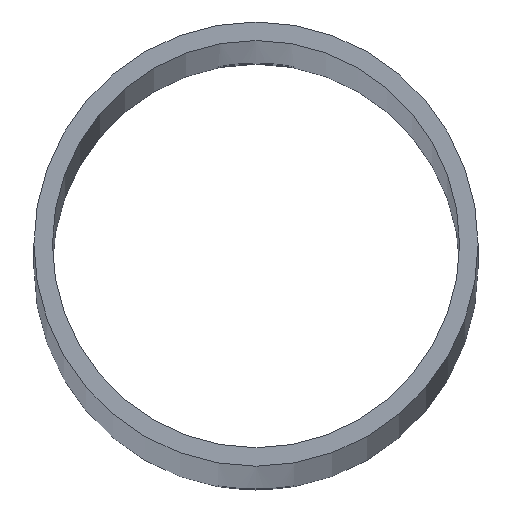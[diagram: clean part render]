
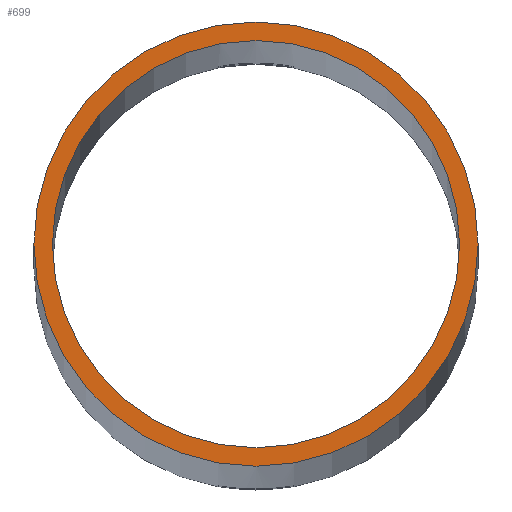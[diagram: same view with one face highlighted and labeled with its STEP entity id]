
A CAD part, top view. The second image highlights one B-rep face of the part: STEP entity #699.
In plain terms, the highlighted planar face has unit normal (0, 0, 1).
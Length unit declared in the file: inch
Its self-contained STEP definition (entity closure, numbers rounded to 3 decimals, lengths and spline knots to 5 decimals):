
#31 = ORIENTED_EDGE ( 'NONE', *, *, #198, .F. ) ;
#36 = EDGE_LOOP ( 'NONE', ( #443, #642 ) ) ;
#41 = DIRECTION ( 'NONE',  ( 0., 0., 1. ) ) ;
#50 = CARTESIAN_POINT ( 'NONE',  ( 0., 0., 46. ) ) ;
#59 = DIRECTION ( 'NONE',  ( 1., 0., 0. ) ) ;
#67 = CARTESIAN_POINT ( 'NONE',  ( -0.6875, 0., 46. ) ) ;
#83 = AXIS2_PLACEMENT_3D ( 'NONE', #130, #866, #59 ) ;
#130 = CARTESIAN_POINT ( 'NONE',  ( 0., 0., 46. ) ) ;
#146 = AXIS2_PLACEMENT_3D ( 'NONE', #223, #243, #731 ) ;
#180 = ORIENTED_EDGE ( 'NONE', *, *, #986, .F. ) ;
#198 = EDGE_CURVE ( 'NONE', #763, #613, #307, .T. ) ;
#218 = PLANE ( 'NONE',  #595 ) ;
#223 = CARTESIAN_POINT ( 'NONE',  ( 0., 0., 46. ) ) ;
#243 = DIRECTION ( 'NONE',  ( 0., 0., 1. ) ) ;
#265 = CARTESIAN_POINT ( 'NONE',  ( 0.75, 0., 46. ) ) ;
#275 = DIRECTION ( 'NONE',  ( 0., 0., 1. ) ) ;
#287 = DIRECTION ( 'NONE',  ( 0., 0., 1. ) ) ;
#290 = DIRECTION ( 'NONE',  ( 1., 0., 0. ) ) ;
#292 = AXIS2_PLACEMENT_3D ( 'NONE', #358, #41, #349 ) ;
#307 = CIRCLE ( 'NONE', #292, 0.6875 ) ;
#337 = VERTEX_POINT ( 'NONE', #265 ) ;
#342 = VERTEX_POINT ( 'NONE', #997 ) ;
#349 = DIRECTION ( 'NONE',  ( 1., 0., 0. ) ) ;
#358 = CARTESIAN_POINT ( 'NONE',  ( 0., 0., 46. ) ) ;
#392 = EDGE_CURVE ( 'NONE', #342, #337, #479, .T. ) ;
#443 = ORIENTED_EDGE ( 'NONE', *, *, #392, .T. ) ;
#479 = CIRCLE ( 'NONE', #726, 0.75 ) ;
#527 = CIRCLE ( 'NONE', #146, 0.6875 ) ;
#595 = AXIS2_PLACEMENT_3D ( 'NONE', #620, #287, #290 ) ;
#612 = FACE_OUTER_BOUND ( 'NONE', #36, .T. ) ;
#613 = VERTEX_POINT ( 'NONE', #970 ) ;
#620 = CARTESIAN_POINT ( 'NONE',  ( 0., 0., 46. ) ) ;
#642 = ORIENTED_EDGE ( 'NONE', *, *, #934, .T. ) ;
#699 = ADVANCED_FACE ( 'NONE', ( #612, #1006 ), #218, .T. ) ;
#726 = AXIS2_PLACEMENT_3D ( 'NONE', #50, #275, #847 ) ;
#731 = DIRECTION ( 'NONE',  ( 1., 0., 0. ) ) ;
#745 = EDGE_LOOP ( 'NONE', ( #31, #180 ) ) ;
#763 = VERTEX_POINT ( 'NONE', #67 ) ;
#847 = DIRECTION ( 'NONE',  ( 1., 0., 0. ) ) ;
#866 = DIRECTION ( 'NONE',  ( 0., 0., 1. ) ) ;
#934 = EDGE_CURVE ( 'NONE', #337, #342, #964, .T. ) ;
#964 = CIRCLE ( 'NONE', #83, 0.75 ) ;
#970 = CARTESIAN_POINT ( 'NONE',  ( 0.6875, 0., 46. ) ) ;
#986 = EDGE_CURVE ( 'NONE', #613, #763, #527, .T. ) ;
#997 = CARTESIAN_POINT ( 'NONE',  ( -0.75, 0., 46. ) ) ;
#1006 = FACE_BOUND ( 'NONE', #745, .T. ) ;
